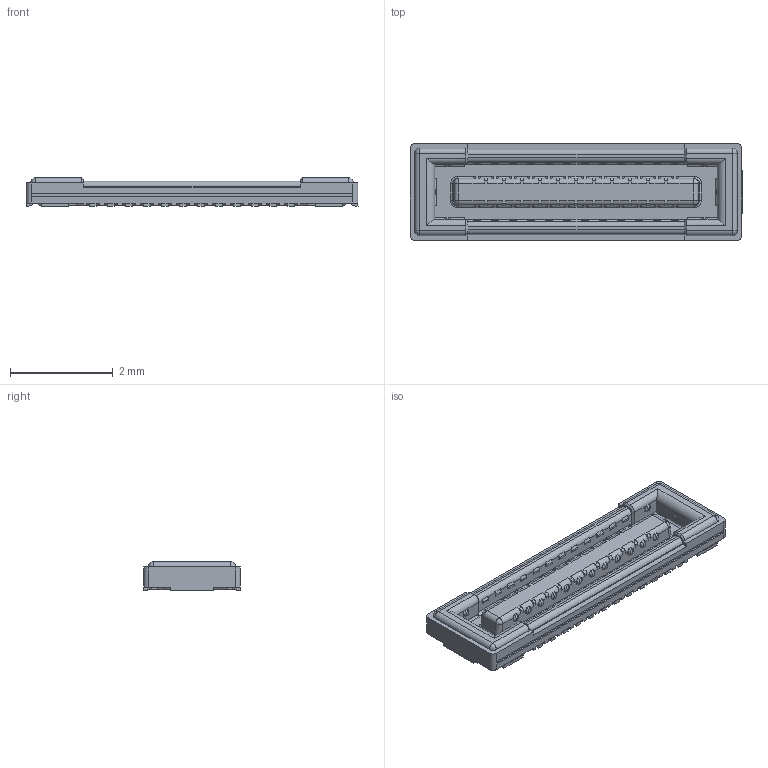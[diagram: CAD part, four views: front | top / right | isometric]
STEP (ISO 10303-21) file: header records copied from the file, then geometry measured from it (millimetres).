
FILE_DESCRIPTION((''),'2;1');
FILE_NAME('B09R-24PIN_20240426','2024-04-27T03:45:46',('eng801'),(''),'CREO PARAMETRIC BY PTC INC, 2019010','CREO PARAMETRIC BY PTC INC, 2019010','');
FILE_SCHEMA(('CONFIG_CONTROL_DESIGN'));
Length unit declared in the file: millimetre
Products named in the file (1): B09R-24PIN_20240426
Bounding box: 6.45 x 1.9 x 0.55 mm (x, y, z)
Volume: 4.2 mm3; surface area: 42 mm2
Topology: 1 solids, 1 shells, 767 faces, 2416 edges, 1648 vertices
Faces by surface type: plane 517, cylinder 166, cone 64, bspline 8, sphere 8, torus 4
Entity records: 27213 total; most frequent: CARTESIAN_POINT 5598, ORIENTED_EDGE 4572, DIRECTION 4408, EDGE_CURVE 2286, VECTOR 1648, LINE 1648, VERTEX_POINT 1524, AXIS2_PLACEMENT_3D 1380
